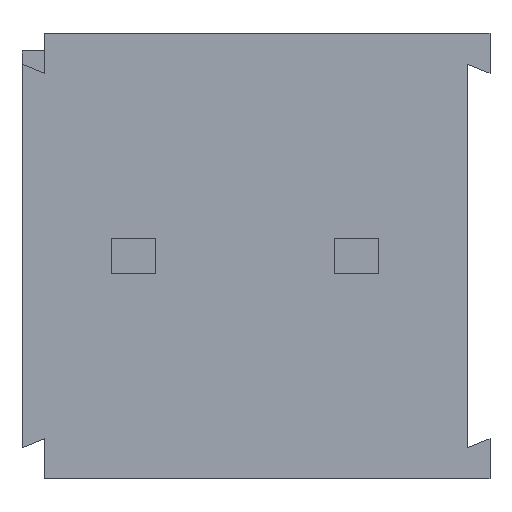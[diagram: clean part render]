
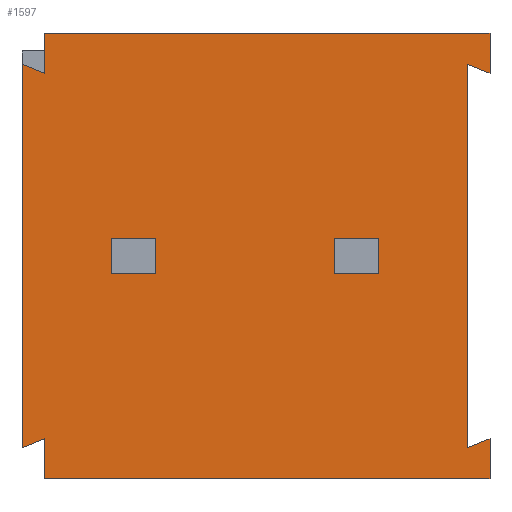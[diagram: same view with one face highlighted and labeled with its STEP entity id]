
A CAD part, front view. The second image highlights one B-rep face of the part: STEP entity #1597.
In plain terms, the highlighted planar face has unit normal (0, -1, 0).
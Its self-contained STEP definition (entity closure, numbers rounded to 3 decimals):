
#4 = CARTESIAN_POINT ( 'NONE',  ( 5.5, 0., -4.1 ) ) ;
#13 = DIRECTION ( 'NONE',  ( -1., 0., 0. ) ) ;
#15 = DIRECTION ( 'NONE',  ( 0., 0., 1. ) ) ;
#21 = CARTESIAN_POINT ( 'NONE',  ( -4.5, 0., 5. ) ) ;
#30 = CARTESIAN_POINT ( 'NONE',  ( 5.5, 0., 5. ) ) ;
#108 = ORIENTED_EDGE ( 'NONE', *, *, #1658, .F. ) ;
#112 = VECTOR ( 'NONE', #395, 1000. ) ;
#119 = FACE_OUTER_BOUND ( 'NONE', #1850, .T. ) ;
#123 = CARTESIAN_POINT ( 'NONE',  ( -4.5, 0., 4.1 ) ) ;
#160 = ORIENTED_EDGE ( 'NONE', *, *, #2129, .F. ) ;
#188 = EDGE_CURVE ( 'NONE', #387, #1117, #1990, .T. ) ;
#216 = CARTESIAN_POINT ( 'NONE',  ( 5., 0., -4.3 ) ) ;
#241 = ORIENTED_EDGE ( 'NONE', *, *, #260, .F. ) ;
#260 = EDGE_CURVE ( 'NONE', #312, #1467, #655, .T. ) ;
#266 = VERTEX_POINT ( 'NONE', #1021 ) ;
#269 = CARTESIAN_POINT ( 'NONE',  ( 5.5, 0., -4.1 ) ) ;
#274 = LINE ( 'NONE', #413, #539 ) ;
#288 = VECTOR ( 'NONE', #1297, 1000. ) ;
#298 = DIRECTION ( 'NONE',  ( 0., 0., -1. ) ) ;
#302 = CARTESIAN_POINT ( 'NONE',  ( -4.5, 0., -5. ) ) ;
#312 = VERTEX_POINT ( 'NONE', #1214 ) ;
#314 = DIRECTION ( 'NONE',  ( 0., 0., -1. ) ) ;
#329 = EDGE_CURVE ( 'NONE', #1427, #1511, #2085, .T. ) ;
#347 = CARTESIAN_POINT ( 'NONE',  ( -4.5, 0., -5. ) ) ;
#387 = VERTEX_POINT ( 'NONE', #412 ) ;
#395 = DIRECTION ( 'NONE',  ( 0., 0., -1. ) ) ;
#405 = LINE ( 'NONE', #1074, #936 ) ;
#407 = ORIENTED_EDGE ( 'NONE', *, *, #2057, .F. ) ;
#412 = CARTESIAN_POINT ( 'NONE',  ( -5., 0., -4.3 ) ) ;
#413 = CARTESIAN_POINT ( 'NONE',  ( 5.5, 0., 4.1 ) ) ;
#457 = DIRECTION ( 'NONE',  ( -0.928, 0., 0.371 ) ) ;
#525 = VECTOR ( 'NONE', #1219, 1000. ) ;
#539 = VECTOR ( 'NONE', #457, 1000. ) ;
#573 = ORIENTED_EDGE ( 'NONE', *, *, #1579, .F. ) ;
#606 = ORIENTED_EDGE ( 'NONE', *, *, #188, .T. ) ;
#628 = CARTESIAN_POINT ( 'NONE',  ( -4.5, 0., 4.1 ) ) ;
#638 = VECTOR ( 'NONE', #13, 1000. ) ;
#655 = LINE ( 'NONE', #1329, #638 ) ;
#714 = VERTEX_POINT ( 'NONE', #1361 ) ;
#718 = EDGE_CURVE ( 'NONE', #940, #266, #1042, .T. ) ;
#830 = VERTEX_POINT ( 'NONE', #1442 ) ;
#912 = DIRECTION ( 'NONE',  ( 1., 0., 0. ) ) ;
#936 = VECTOR ( 'NONE', #912, 1000. ) ;
#937 = ORIENTED_EDGE ( 'NONE', *, *, #1368, .F. ) ;
#940 = VERTEX_POINT ( 'NONE', #30 ) ;
#942 = DIRECTION ( 'NONE',  ( 0., 0., -1. ) ) ;
#949 = DIRECTION ( 'NONE',  ( 0., 0., -1. ) ) ;
#1008 = DIRECTION ( 'NONE',  ( 0., 0., -1. ) ) ;
#1021 = CARTESIAN_POINT ( 'NONE',  ( 5.5, 0., 4.1 ) ) ;
#1025 = LINE ( 'NONE', #216, #525 ) ;
#1042 = LINE ( 'NONE', #1533, #1804 ) ;
#1074 = CARTESIAN_POINT ( 'NONE',  ( -4.5, 0., 5. ) ) ;
#1103 = VECTOR ( 'NONE', #298, 1000. ) ;
#1108 = VERTEX_POINT ( 'NONE', #1364 ) ;
#1117 = VERTEX_POINT ( 'NONE', #2032 ) ;
#1123 = LINE ( 'NONE', #1828, #1691 ) ;
#1136 = VERTEX_POINT ( 'NONE', #4 ) ;
#1165 = CARTESIAN_POINT ( 'NONE',  ( -5., 0., -4.3 ) ) ;
#1177 = LINE ( 'NONE', #347, #1546 ) ;
#1214 = CARTESIAN_POINT ( 'NONE',  ( 5.5, 0., -5. ) ) ;
#1219 = DIRECTION ( 'NONE',  ( 0.928, 0., 0.371 ) ) ;
#1243 = ORIENTED_EDGE ( 'NONE', *, *, #329, .T. ) ;
#1293 = CARTESIAN_POINT ( 'NONE',  ( -4.5, 0., -5. ) ) ;
#1297 = DIRECTION ( 'NONE',  ( -0.928, 0., 0.371 ) ) ;
#1299 = EDGE_CURVE ( 'NONE', #1136, #312, #1787, .T. ) ;
#1300 = ORIENTED_EDGE ( 'NONE', *, *, #718, .F. ) ;
#1329 = CARTESIAN_POINT ( 'NONE',  ( 5.5, 0., -5. ) ) ;
#1361 = CARTESIAN_POINT ( 'NONE',  ( 5., 0., -4.3 ) ) ;
#1364 = CARTESIAN_POINT ( 'NONE',  ( 5., 0., 4.3 ) ) ;
#1368 = EDGE_CURVE ( 'NONE', #1427, #940, #405, .T. ) ;
#1380 = VECTOR ( 'NONE', #2163, 1000. ) ;
#1391 = ORIENTED_EDGE ( 'NONE', *, *, #1537, .T. ) ;
#1427 = VERTEX_POINT ( 'NONE', #1676 ) ;
#1442 = CARTESIAN_POINT ( 'NONE',  ( -5., 0., 4.3 ) ) ;
#1467 = VERTEX_POINT ( 'NONE', #302 ) ;
#1511 = VERTEX_POINT ( 'NONE', #123 ) ;
#1528 = EDGE_CURVE ( 'NONE', #1511, #830, #2142, .T. ) ;
#1533 = CARTESIAN_POINT ( 'NONE',  ( 5.5, 0., 5. ) ) ;
#1537 = EDGE_CURVE ( 'NONE', #830, #387, #1123, .T. ) ;
#1540 = ORIENTED_EDGE ( 'NONE', *, *, #1528, .T. ) ;
#1546 = VECTOR ( 'NONE', #15, 1000. ) ;
#1579 = EDGE_CURVE ( 'NONE', #266, #1108, #274, .T. ) ;
#1597 = ADVANCED_FACE ( 'NONE', ( #119 ), #2116, .T. ) ;
#1624 = AXIS2_PLACEMENT_3D ( 'NONE', #1293, #1962, #942 ) ;
#1657 = VECTOR ( 'NONE', #949, 1000. ) ;
#1658 = EDGE_CURVE ( 'NONE', #1108, #714, #1786, .T. ) ;
#1676 = CARTESIAN_POINT ( 'NONE',  ( -4.5, 0., 5. ) ) ;
#1691 = VECTOR ( 'NONE', #314, 1000. ) ;
#1786 = LINE ( 'NONE', #1946, #1103 ) ;
#1787 = LINE ( 'NONE', #269, #1657 ) ;
#1804 = VECTOR ( 'NONE', #1008, 1000. ) ;
#1828 = CARTESIAN_POINT ( 'NONE',  ( -5., 0., 4.3 ) ) ;
#1850 = EDGE_LOOP ( 'NONE', ( #160, #241, #1918, #407, #108, #573, #1300, #937, #1243, #1540, #1391, #606 ) ) ;
#1918 = ORIENTED_EDGE ( 'NONE', *, *, #1299, .F. ) ;
#1946 = CARTESIAN_POINT ( 'NONE',  ( 5., 0., 4.3 ) ) ;
#1962 = DIRECTION ( 'NONE',  ( 0., -1., 0. ) ) ;
#1990 = LINE ( 'NONE', #1165, #1380 ) ;
#2032 = CARTESIAN_POINT ( 'NONE',  ( -4.5, 0., -4.1 ) ) ;
#2057 = EDGE_CURVE ( 'NONE', #714, #1136, #1025, .T. ) ;
#2085 = LINE ( 'NONE', #21, #112 ) ;
#2116 = PLANE ( 'NONE',  #1624 ) ;
#2129 = EDGE_CURVE ( 'NONE', #1467, #1117, #1177, .T. ) ;
#2142 = LINE ( 'NONE', #628, #288 ) ;
#2163 = DIRECTION ( 'NONE',  ( 0.928, 0., 0.371 ) ) ;
